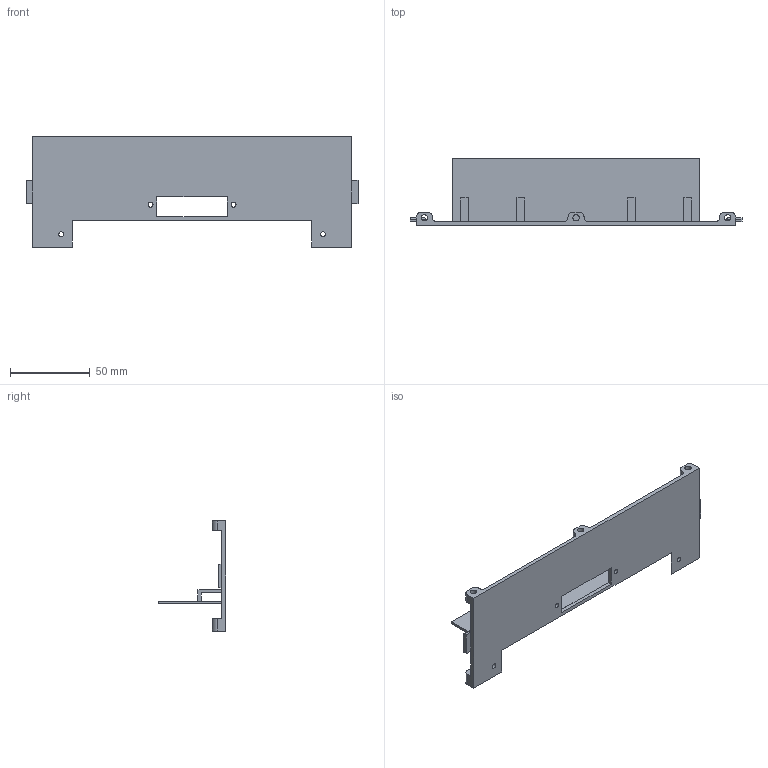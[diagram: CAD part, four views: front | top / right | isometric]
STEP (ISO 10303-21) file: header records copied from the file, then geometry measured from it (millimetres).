
FILE_DESCRIPTION(/* description */ (''),/* implementation_level */ '2;1');
FILE_NAME(/* name */ 'back_cover.step',/* time_stamp */ '2021-11-13T00:26:27+01:00',/* author */ (''),/* organization */ (''),/* preprocessor_version */ 'ST-DEVELOPER v18.1',/* originating_system */ 'Autodesk Translation Framework v10.10.0.1391',/* authorisation */ '');
FILE_SCHEMA (('AUTOMOTIVE_DESIGN { 1 0 10303 214 3 1 1 }'));
Length unit declared in the file: millimetre
Products named in the file (1): Back cover
Bounding box: 208 x 42.5 x 69 mm (x, y, z)
Volume: 39142 mm3; surface area: 38398.8 mm2
Topology: 1 solids, 1 shells, 111 faces, 307 edges, 199 vertices
Faces by surface type: plane 65, cylinder 40, sphere 3, torus 3
Full cylindrical faces by diameter (mm): 3.1 x4, 4 x5
Entity records: 3615 total; most frequent: CARTESIAN_POINT 618, ORIENTED_EDGE 614, DIRECTION 612, EDGE_CURVE 307, LINE 226, VECTOR 226, VERTEX_POINT 199, AXIS2_PLACEMENT_3D 193
